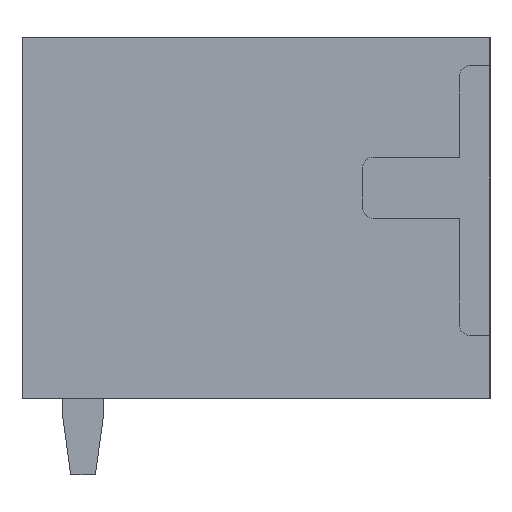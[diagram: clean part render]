
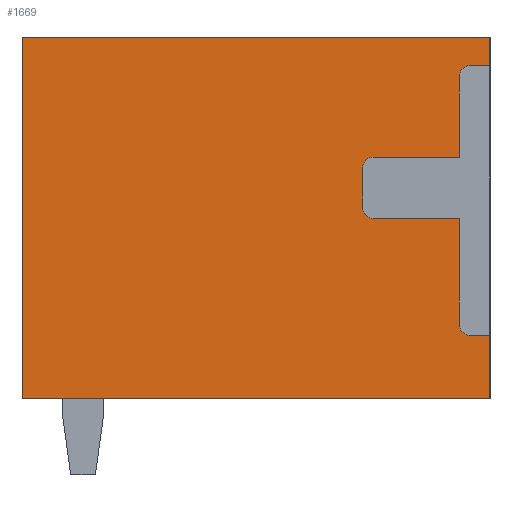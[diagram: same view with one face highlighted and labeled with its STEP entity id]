
A CAD part, left-side view. The second image highlights one B-rep face of the part: STEP entity #1669.
In plain terms, the highlighted planar face has unit normal (-1, 0, 0).
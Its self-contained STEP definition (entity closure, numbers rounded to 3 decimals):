
#1562=AXIS2_PLACEMENT_3D('Plane Axis2P3D',#1559,#1560,#1561) ;
#1585=AXIS2_PLACEMENT_3D('Circle Axis2P3D',#1583,#1584,$) ;
#1606=AXIS2_PLACEMENT_3D('Circle Axis2P3D',#1604,#1605,$) ;
#1620=AXIS2_PLACEMENT_3D('Circle Axis2P3D',#1618,#1619,$) ;
#1641=AXIS2_PLACEMENT_3D('Circle Axis2P3D',#1639,#1640,$) ;
#77=CARTESIAN_POINT('Vertex',(0.3,0.,8.6)) ;
#80=CARTESIAN_POINT('Line Origine',(0.3,0.,8.32)) ;
#84=CARTESIAN_POINT('Vertex',(0.3,0.,8.04)) ;
#105=CARTESIAN_POINT('Vertex',(0.3,0.,2.74)) ;
#108=CARTESIAN_POINT('Line Origine',(0.3,0.,2.12)) ;
#112=CARTESIAN_POINT('Vertex',(0.3,0.,1.5)) ;
#1543=CARTESIAN_POINT('Vertex',(0.3,9.2,8.6)) ;
#1546=CARTESIAN_POINT('Line Origine',(0.3,4.6,8.6)) ;
#1559=CARTESIAN_POINT('Axis2P3D Location',(0.3,0.,0.)) ;
#1564=CARTESIAN_POINT('Line Origine',(0.3,9.2,5.05)) ;
#1568=CARTESIAN_POINT('Vertex',(0.3,9.2,1.5)) ;
#1571=CARTESIAN_POINT('Line Origine',(0.3,4.6,1.5)) ;
#1576=CARTESIAN_POINT('Line Origine',(0.3,0.2,2.74)) ;
#1580=CARTESIAN_POINT('Vertex',(0.3,0.4,2.74)) ;
#1583=CARTESIAN_POINT('Axis2P3D Location',(0.3,0.4,2.94)) ;
#1587=CARTESIAN_POINT('Vertex',(0.3,0.6,2.94)) ;
#1590=CARTESIAN_POINT('Line Origine',(0.3,0.6,3.99)) ;
#1594=CARTESIAN_POINT('Vertex',(0.3,0.6,5.04)) ;
#1597=CARTESIAN_POINT('Line Origine',(0.3,1.45,5.04)) ;
#1601=CARTESIAN_POINT('Vertex',(0.3,2.3,5.04)) ;
#1604=CARTESIAN_POINT('Axis2P3D Location',(0.3,2.3,5.24)) ;
#1608=CARTESIAN_POINT('Vertex',(0.3,2.5,5.24)) ;
#1611=CARTESIAN_POINT('Line Origine',(0.3,2.5,5.64)) ;
#1615=CARTESIAN_POINT('Vertex',(0.3,2.5,6.04)) ;
#1618=CARTESIAN_POINT('Axis2P3D Location',(0.3,2.3,6.04)) ;
#1622=CARTESIAN_POINT('Vertex',(0.3,2.3,6.24)) ;
#1625=CARTESIAN_POINT('Line Origine',(0.3,1.45,6.24)) ;
#1629=CARTESIAN_POINT('Vertex',(0.3,0.6,6.24)) ;
#1632=CARTESIAN_POINT('Line Origine',(0.3,0.6,7.04)) ;
#1636=CARTESIAN_POINT('Vertex',(0.3,0.6,7.84)) ;
#1639=CARTESIAN_POINT('Axis2P3D Location',(0.3,0.4,7.84)) ;
#1643=CARTESIAN_POINT('Vertex',(0.3,0.4,8.04)) ;
#1646=CARTESIAN_POINT('Line Origine',(0.3,0.2,8.04)) ;
#81=DIRECTION('Vector Direction',(0.,0.,-1.)) ;
#109=DIRECTION('Vector Direction',(0.,0.,-1.)) ;
#1547=DIRECTION('Vector Direction',(0.,-1.,0.)) ;
#1560=DIRECTION('Axis2P3D Direction',(-1.,0.,0.)) ;
#1561=DIRECTION('Axis2P3D XDirection',(0.,-1.,0.)) ;
#1565=DIRECTION('Vector Direction',(0.,0.,1.)) ;
#1572=DIRECTION('Vector Direction',(0.,1.,0.)) ;
#1577=DIRECTION('Vector Direction',(0.,-1.,0.)) ;
#1584=DIRECTION('Axis2P3D Direction',(-1.,0.,0.)) ;
#1591=DIRECTION('Vector Direction',(0.,0.,-1.)) ;
#1598=DIRECTION('Vector Direction',(0.,-1.,0.)) ;
#1605=DIRECTION('Axis2P3D Direction',(-1.,0.,0.)) ;
#1612=DIRECTION('Vector Direction',(0.,0.,-1.)) ;
#1619=DIRECTION('Axis2P3D Direction',(-1.,0.,0.)) ;
#1626=DIRECTION('Vector Direction',(0.,1.,0.)) ;
#1633=DIRECTION('Vector Direction',(0.,0.,-1.)) ;
#1640=DIRECTION('Axis2P3D Direction',(-1.,0.,0.)) ;
#1647=DIRECTION('Vector Direction',(0.,1.,0.)) ;
#82=VECTOR('Line Direction',#81,1.) ;
#110=VECTOR('Line Direction',#109,1.) ;
#1548=VECTOR('Line Direction',#1547,1.) ;
#1566=VECTOR('Line Direction',#1565,1.) ;
#1573=VECTOR('Line Direction',#1572,1.) ;
#1578=VECTOR('Line Direction',#1577,1.) ;
#1592=VECTOR('Line Direction',#1591,1.) ;
#1599=VECTOR('Line Direction',#1598,1.) ;
#1613=VECTOR('Line Direction',#1612,1.) ;
#1627=VECTOR('Line Direction',#1626,1.) ;
#1634=VECTOR('Line Direction',#1633,1.) ;
#1648=VECTOR('Line Direction',#1647,1.) ;
#1652=ORIENTED_EDGE('',*,*,#86,.T.) ;
#1653=ORIENTED_EDGE('',*,*,#1550,.T.) ;
#1654=ORIENTED_EDGE('',*,*,#1570,.T.) ;
#1655=ORIENTED_EDGE('',*,*,#1575,.T.) ;
#1656=ORIENTED_EDGE('',*,*,#114,.T.) ;
#1657=ORIENTED_EDGE('',*,*,#1582,.T.) ;
#1658=ORIENTED_EDGE('',*,*,#1589,.T.) ;
#1659=ORIENTED_EDGE('',*,*,#1596,.T.) ;
#1660=ORIENTED_EDGE('',*,*,#1603,.T.) ;
#1661=ORIENTED_EDGE('',*,*,#1610,.T.) ;
#1662=ORIENTED_EDGE('',*,*,#1617,.T.) ;
#1663=ORIENTED_EDGE('',*,*,#1624,.T.) ;
#1664=ORIENTED_EDGE('',*,*,#1631,.T.) ;
#1665=ORIENTED_EDGE('',*,*,#1638,.T.) ;
#1666=ORIENTED_EDGE('',*,*,#1645,.T.) ;
#1667=ORIENTED_EDGE('',*,*,#1650,.T.) ;
#1669=ADVANCED_FACE('HOUSING',(#1668),#1563,.T.) ;
#1586=CIRCLE('generated circle',#1585,0.2) ;
#1607=CIRCLE('generated circle',#1606,0.2) ;
#1621=CIRCLE('generated circle',#1620,0.2) ;
#1642=CIRCLE('generated circle',#1641,0.2) ;
#86=EDGE_CURVE('',#85,#78,#83,.F.) ;
#114=EDGE_CURVE('',#113,#106,#111,.F.) ;
#1550=EDGE_CURVE('',#78,#1544,#1549,.F.) ;
#1570=EDGE_CURVE('',#1544,#1569,#1567,.F.) ;
#1575=EDGE_CURVE('',#1569,#113,#1574,.F.) ;
#1582=EDGE_CURVE('',#106,#1581,#1579,.F.) ;
#1589=EDGE_CURVE('',#1581,#1588,#1586,.F.) ;
#1596=EDGE_CURVE('',#1588,#1595,#1593,.F.) ;
#1603=EDGE_CURVE('',#1595,#1602,#1600,.F.) ;
#1610=EDGE_CURVE('',#1602,#1609,#1607,.F.) ;
#1617=EDGE_CURVE('',#1609,#1616,#1614,.F.) ;
#1624=EDGE_CURVE('',#1616,#1623,#1621,.F.) ;
#1631=EDGE_CURVE('',#1623,#1630,#1628,.F.) ;
#1638=EDGE_CURVE('',#1630,#1637,#1635,.F.) ;
#1645=EDGE_CURVE('',#1637,#1644,#1642,.F.) ;
#1650=EDGE_CURVE('',#1644,#85,#1649,.F.) ;
#1651=EDGE_LOOP('',(#1652,#1653,#1654,#1655,#1656,#1657,#1658,#1659,#1660,#1661,#1662,#1663,#1664,#1665,#1666,#1667)) ;
#1668=FACE_OUTER_BOUND('',#1651,.T.) ;
#83=LINE('Line',#80,#82) ;
#111=LINE('Line',#108,#110) ;
#1549=LINE('Line',#1546,#1548) ;
#1567=LINE('Line',#1564,#1566) ;
#1574=LINE('Line',#1571,#1573) ;
#1579=LINE('Line',#1576,#1578) ;
#1593=LINE('Line',#1590,#1592) ;
#1600=LINE('Line',#1597,#1599) ;
#1614=LINE('Line',#1611,#1613) ;
#1628=LINE('Line',#1625,#1627) ;
#1635=LINE('Line',#1632,#1634) ;
#1649=LINE('Line',#1646,#1648) ;
#1563=PLANE('',#1562) ;
#78=VERTEX_POINT('',#77) ;
#85=VERTEX_POINT('',#84) ;
#106=VERTEX_POINT('',#105) ;
#113=VERTEX_POINT('',#112) ;
#1544=VERTEX_POINT('',#1543) ;
#1569=VERTEX_POINT('',#1568) ;
#1581=VERTEX_POINT('',#1580) ;
#1588=VERTEX_POINT('',#1587) ;
#1595=VERTEX_POINT('',#1594) ;
#1602=VERTEX_POINT('',#1601) ;
#1609=VERTEX_POINT('',#1608) ;
#1616=VERTEX_POINT('',#1615) ;
#1623=VERTEX_POINT('',#1622) ;
#1630=VERTEX_POINT('',#1629) ;
#1637=VERTEX_POINT('',#1636) ;
#1644=VERTEX_POINT('',#1643) ;
